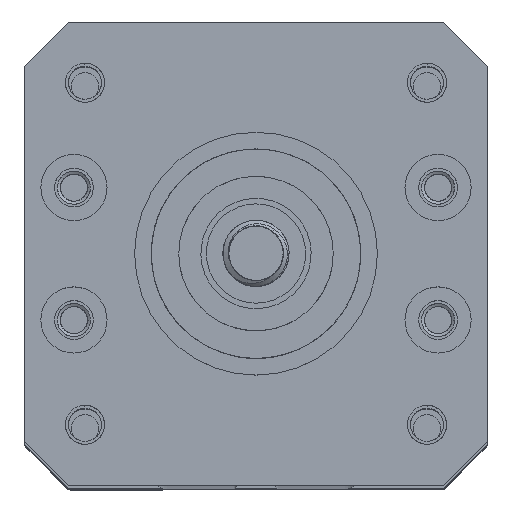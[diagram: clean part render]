
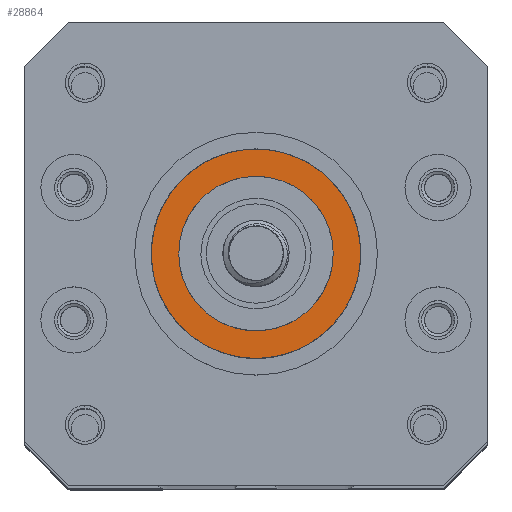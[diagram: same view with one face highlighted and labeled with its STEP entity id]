
A CAD part, top view. The second image highlights one B-rep face of the part: STEP entity #28864.
In plain terms, the highlighted planar face has unit normal (0, 0, 1).
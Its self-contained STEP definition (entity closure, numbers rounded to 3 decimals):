
#63 = CIRCLE ( 'NONE', #23313, 7. ) ;
#1173 = DIRECTION ( 'NONE',  ( 1., 0., 0. ) ) ;
#1611 = VERTEX_POINT ( 'NONE', #34042 ) ;
#2452 = CARTESIAN_POINT ( 'NONE',  ( 7., 0., 11. ) ) ;
#3385 = DIRECTION ( 'NONE',  ( 0., 0., 1. ) ) ;
#3427 = EDGE_CURVE ( 'NONE', #25058, #27434, #36287, .T. ) ;
#5213 = DIRECTION ( 'NONE',  ( 0., 0., 1. ) ) ;
#7945 = EDGE_LOOP ( 'NONE', ( #10736, #7973 ) ) ;
#7973 = ORIENTED_EDGE ( 'NONE', *, *, #3427, .F. ) ;
#10328 = EDGE_CURVE ( 'NONE', #1611, #28256, #15607, .T. ) ;
#10736 = ORIENTED_EDGE ( 'NONE', *, *, #32220, .F. ) ;
#11275 = DIRECTION ( 'NONE',  ( 1., 0., 0. ) ) ;
#11646 = FACE_BOUND ( 'NONE', #7945, .T. ) ;
#11835 = DIRECTION ( 'NONE',  ( 1., 0., 0. ) ) ;
#12357 = CIRCLE ( 'NONE', #36323, 9.5 ) ;
#14511 = CARTESIAN_POINT ( 'NONE',  ( 0., 0., 11. ) ) ;
#14973 = ORIENTED_EDGE ( 'NONE', *, *, #10328, .T. ) ;
#15607 = CIRCLE ( 'NONE', #20367, 9.5 ) ;
#17877 = CARTESIAN_POINT ( 'NONE',  ( 0., 0., 11. ) ) ;
#18366 = ORIENTED_EDGE ( 'NONE', *, *, #32332, .T. ) ;
#20367 = AXIS2_PLACEMENT_3D ( 'NONE', #26566, #3385, #23117 ) ;
#23117 = DIRECTION ( 'NONE',  ( 1., 0., 0. ) ) ;
#23313 = AXIS2_PLACEMENT_3D ( 'NONE', #27846, #24630, #31911 ) ;
#24630 = DIRECTION ( 'NONE',  ( 0., 0., 1. ) ) ;
#24710 = DIRECTION ( 'NONE',  ( 0., 0., 1. ) ) ;
#25058 = VERTEX_POINT ( 'NONE', #2452 ) ;
#26566 = CARTESIAN_POINT ( 'NONE',  ( 0., 0., 11. ) ) ;
#27434 = VERTEX_POINT ( 'NONE', #28523 ) ;
#27846 = CARTESIAN_POINT ( 'NONE',  ( 0., 0., 11. ) ) ;
#28256 = VERTEX_POINT ( 'NONE', #28694 ) ;
#28523 = CARTESIAN_POINT ( 'NONE',  ( -7., 0., 11. ) ) ;
#28694 = CARTESIAN_POINT ( 'NONE',  ( -9.5, 0., 11. ) ) ;
#28864 = ADVANCED_FACE ( 'NONE', ( #41019, #11646 ), #30534, .T. ) ;
#30249 = AXIS2_PLACEMENT_3D ( 'NONE', #17877, #5213, #1173 ) ;
#30534 = PLANE ( 'NONE',  #30249 ) ;
#31025 = DIRECTION ( 'NONE',  ( 0., 0., 1. ) ) ;
#31785 = CARTESIAN_POINT ( 'NONE',  ( 0., 0., 11. ) ) ;
#31911 = DIRECTION ( 'NONE',  ( 1., 0., 0. ) ) ;
#32220 = EDGE_CURVE ( 'NONE', #27434, #25058, #63, .T. ) ;
#32332 = EDGE_CURVE ( 'NONE', #28256, #1611, #12357, .T. ) ;
#34042 = CARTESIAN_POINT ( 'NONE',  ( 9.5, 0., 11. ) ) ;
#36287 = CIRCLE ( 'NONE', #38325, 7. ) ;
#36323 = AXIS2_PLACEMENT_3D ( 'NONE', #14511, #31025, #11275 ) ;
#38325 = AXIS2_PLACEMENT_3D ( 'NONE', #31785, #24710, #11835 ) ;
#41019 = FACE_OUTER_BOUND ( 'NONE', #41787, .T. ) ;
#41787 = EDGE_LOOP ( 'NONE', ( #18366, #14973 ) ) ;
